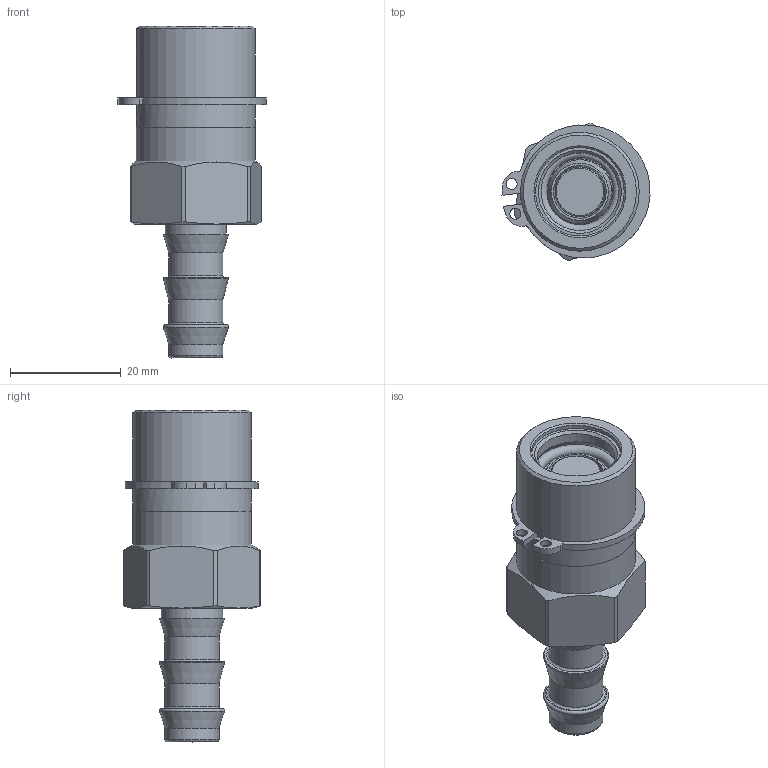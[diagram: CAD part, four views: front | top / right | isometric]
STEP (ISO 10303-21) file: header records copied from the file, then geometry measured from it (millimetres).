
FILE_DESCRIPTION(/* description */ (''),/* implementation_level */ '2;1');
FILE_NAME(/* name */ 'MKML 10 TAB.stp',/* time_stamp */ '2023-04-25T11:49:05+02:00',/* author */ ('meier'),/* organization */ (''),/* preprocessor_version */ 'ST-DEVELOPER v18.1',/* originating_system */ 'Autodesk Inventor 2022',/* authorisation */ '0 mm^3');
FILE_SCHEMA (('AUTOMOTIVE_DESIGN { 1 0 10303 214 3 1 1 }'));
Length unit declared in the file: millimetre
Products named in the file (1): LUE_00038678
Bounding box: 26.75 x 24.74 x 60 mm (x, y, z)
Volume: 13979.1 mm3; surface area: 5518.9 mm2
Topology: 1 solids, 1 shells, 80 faces, 184 edges, 117 vertices
Faces by surface type: plane 28, cylinder 24, cone 17, torus 11
Full cylindrical faces by diameter (mm): 2 x2, 7 x1, 8.95 x1, 9 x1, 9.78 x3, 11.05 x1, 14.05 x1, 16 x1, 20 x1, 21.46 x2, 21.5 x1
Entity records: 2435 total; most frequent: DIRECTION 432, CARTESIAN_POINT 418, ORIENTED_EDGE 368, AXIS2_PLACEMENT_3D 185, EDGE_CURVE 184, VERTEX_POINT 117, CIRCLE 104, EDGE_LOOP 95
